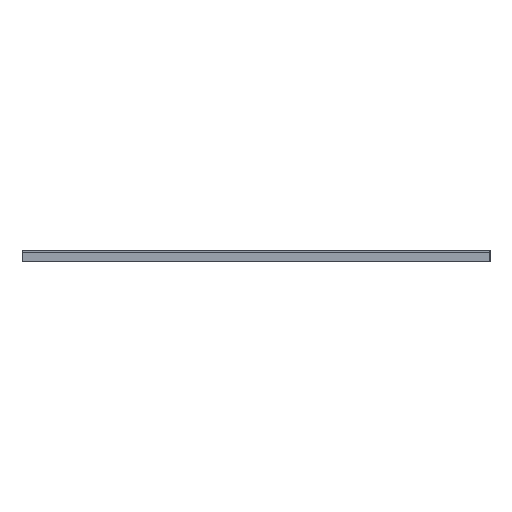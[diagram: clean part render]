
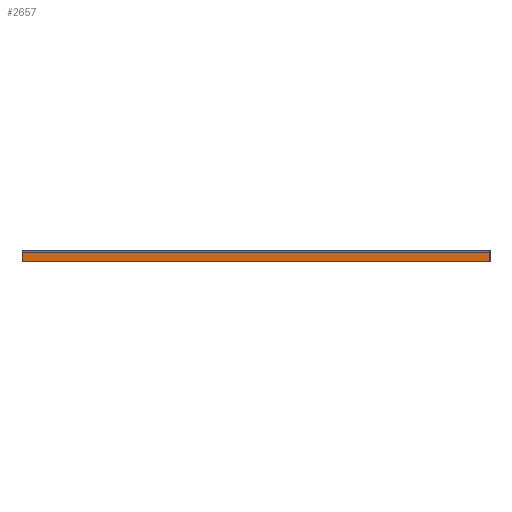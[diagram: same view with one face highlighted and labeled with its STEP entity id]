
A CAD part, left-side view. The second image highlights one B-rep face of the part: STEP entity #2657.
In plain terms, the highlighted planar face has unit normal (-1, 0, 0).
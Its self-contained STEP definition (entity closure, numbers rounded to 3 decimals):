
#118 = VECTOR ( 'NONE', #1773, 1000. ) ;
#253 = LINE ( 'NONE', #2659, #118 ) ;
#265 = ORIENTED_EDGE ( 'NONE', *, *, #3035, .F. ) ;
#391 = LINE ( 'NONE', #1618, #2298 ) ;
#413 = DIRECTION ( 'NONE',  ( 0., 1., 0. ) ) ;
#505 = LINE ( 'NONE', #1598, #3521 ) ;
#546 = VERTEX_POINT ( 'NONE', #2125 ) ;
#569 = LINE ( 'NONE', #3006, #789 ) ;
#759 = CARTESIAN_POINT ( 'NONE',  ( 35., 15., 0. ) ) ;
#789 = VECTOR ( 'NONE', #4157, 1000. ) ;
#1078 = EDGE_LOOP ( 'NONE', ( #2014, #2395, #265, #5143 ) ) ;
#1228 = DIRECTION ( 'NONE',  ( 0., 0., 1. ) ) ;
#1240 = CARTESIAN_POINT ( 'NONE',  ( 35., 15., -20. ) ) ;
#1416 = EDGE_CURVE ( 'NONE', #546, #1748, #253, .T. ) ;
#1598 = CARTESIAN_POINT ( 'NONE',  ( 35., 15., -2.5 ) ) ;
#1618 = CARTESIAN_POINT ( 'NONE',  ( 35., 900., -20. ) ) ;
#1675 = VERTEX_POINT ( 'NONE', #1240 ) ;
#1748 = VERTEX_POINT ( 'NONE', #2580 ) ;
#1756 = DIRECTION ( 'NONE',  ( 0., -1., 0. ) ) ;
#1773 = DIRECTION ( 'NONE',  ( 0., 0., 1. ) ) ;
#2014 = ORIENTED_EDGE ( 'NONE', *, *, #3575, .F. ) ;
#2125 = CARTESIAN_POINT ( 'NONE',  ( 35., 900., -20. ) ) ;
#2298 = VECTOR ( 'NONE', #413, 1000. ) ;
#2395 = ORIENTED_EDGE ( 'NONE', *, *, #1416, .F. ) ;
#2523 = EDGE_CURVE ( 'NONE', #1675, #4894, #505, .T. ) ;
#2580 = CARTESIAN_POINT ( 'NONE',  ( 35., 900., 0. ) ) ;
#2657 = ADVANCED_FACE ( 'NONE', ( #3431 ), #5050, .T. ) ;
#2659 = CARTESIAN_POINT ( 'NONE',  ( 35., 900., -2.5 ) ) ;
#3006 = CARTESIAN_POINT ( 'NONE',  ( 35., 15., 0. ) ) ;
#3035 = EDGE_CURVE ( 'NONE', #1675, #546, #391, .T. ) ;
#3431 = FACE_OUTER_BOUND ( 'NONE', #1078, .T. ) ;
#3521 = VECTOR ( 'NONE', #1228, 1000. ) ;
#3575 = EDGE_CURVE ( 'NONE', #1748, #4894, #569, .T. ) ;
#4157 = DIRECTION ( 'NONE',  ( 0., -1., 0. ) ) ;
#4229 = AXIS2_PLACEMENT_3D ( 'NONE', #4947, #5026, #1756 ) ;
#4894 = VERTEX_POINT ( 'NONE', #759 ) ;
#4947 = CARTESIAN_POINT ( 'NONE',  ( 35., 15., -2.5 ) ) ;
#5026 = DIRECTION ( 'NONE',  ( -1., 0., 0. ) ) ;
#5050 = PLANE ( 'NONE',  #4229 ) ;
#5143 = ORIENTED_EDGE ( 'NONE', *, *, #2523, .T. ) ;
